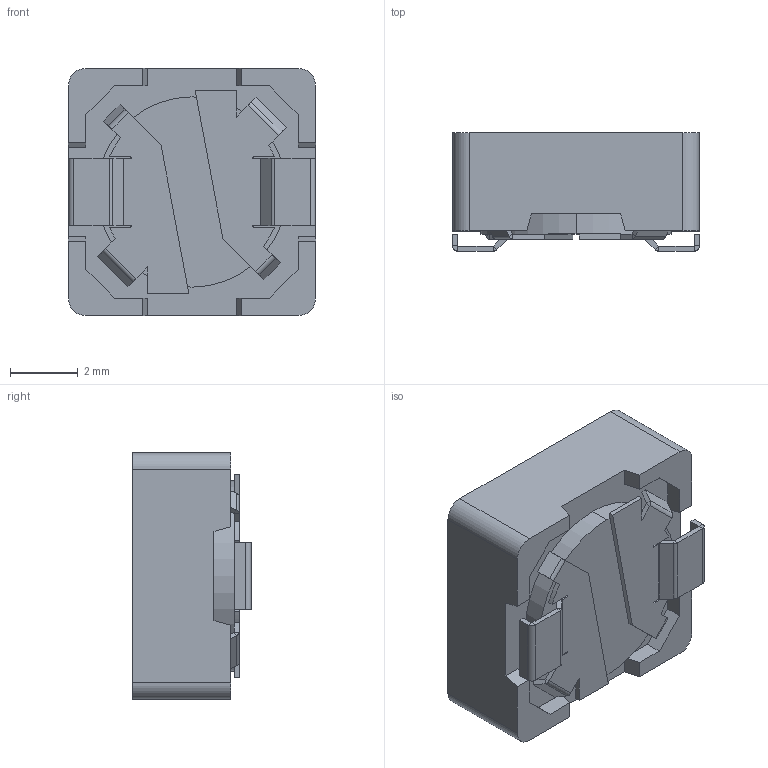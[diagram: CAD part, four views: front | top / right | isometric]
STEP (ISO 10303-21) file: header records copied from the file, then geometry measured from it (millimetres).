
FILE_DESCRIPTION (( 'STEP AP214' ), '1' );
FILE_NAME ('B82472G4104M000.STEP', '2022-02-28T10:43:14', ( '' ), ( '' ), 'SwSTEP 2.0', 'SolidWorks 2017', '' );
FILE_SCHEMA (( 'AUTOMOTIVE_DESIGN' ));
Length unit declared in the file: millimetre
Products named in the file (1): B82472G4104M000
Bounding box: 7.3 x 3.5 x 7.3 mm (x, y, z)
Volume: 150.3 mm3; surface area: 261.7 mm2
Topology: 3 solids, 3 shells, 178 faces, 427 edges, 258 vertices
Faces by surface type: plane 133, cylinder 45
Entity records: 5093 total; most frequent: DIRECTION 875, CARTESIAN_POINT 864, ORIENTED_EDGE 854, EDGE_CURVE 427, LINE 337, VECTOR 337, AXIS2_PLACEMENT_3D 269, VERTEX_POINT 258
